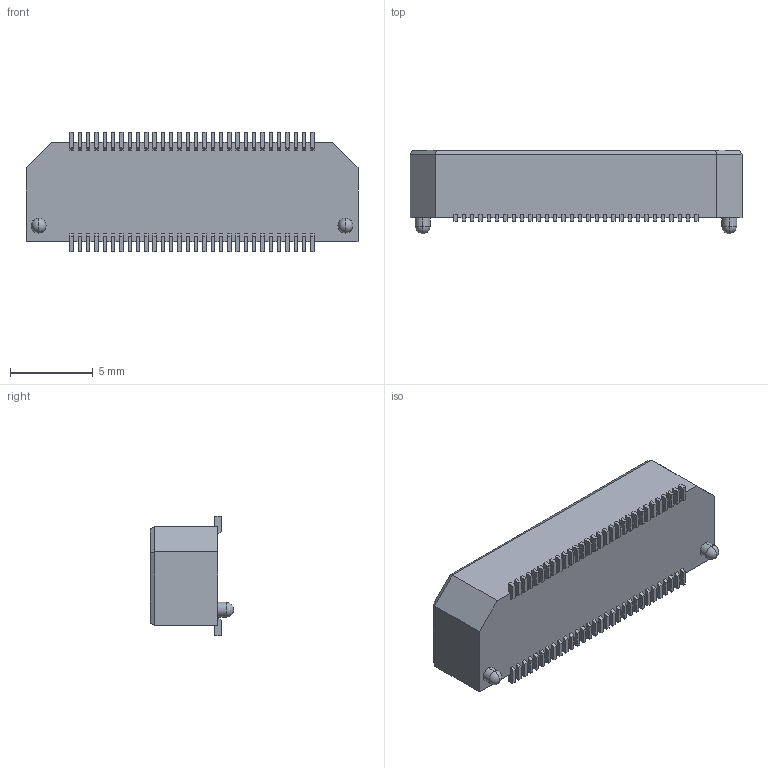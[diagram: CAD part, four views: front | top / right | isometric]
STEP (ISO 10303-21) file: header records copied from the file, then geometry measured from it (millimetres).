
FILE_DESCRIPTION (( 'STEP AP214' ), '1' );
FILE_NAME ('Samtec-BTH-030-01-F-D-A.step', '2014-04-15T06:28:22', ( 'Windows User' ), ( '' ), 'SwSTEP 2.0', 'SolidWorks 2014', '' );
FILE_SCHEMA (( 'AUTOMOTIVE_DESIGN' ));
Length unit declared in the file: inch
Products named in the file (1): Samtec-BTH-030-01-F-D-A
Bounding box: 20 x 5.02 x 7.19 mm (x, y, z)
Volume: 311.9 mm3; surface area: 837.8 mm2
Topology: 1 solids, 1 shells, 999 faces, 2978 edges, 1980 vertices
Faces by surface type: plane 991, cylinder 4, sphere 4
Entity records: 37207 total; most frequent: CARTESIAN_POINT 5946, ORIENTED_EDGE 5940, DIRECTION 4982, EDGE_CURVE 2970, VECTOR 2958, LINE 2958, VERTEX_POINT 1976, AXIS2_PLACEMENT_3D 1012
